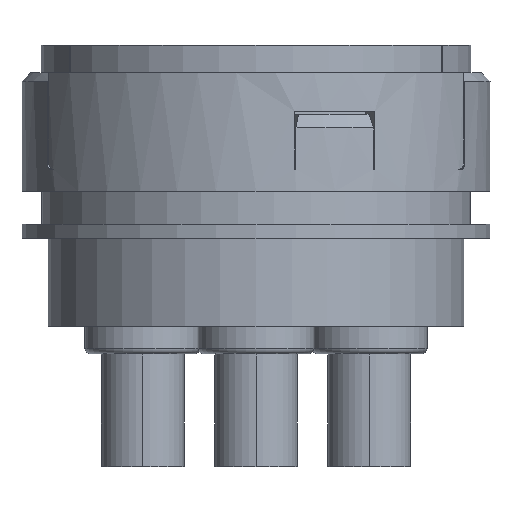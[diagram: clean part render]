
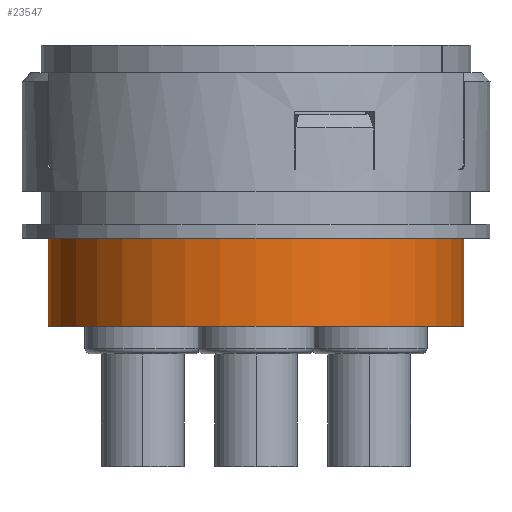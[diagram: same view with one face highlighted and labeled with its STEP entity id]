
A CAD part, front view. The second image highlights one B-rep face of the part: STEP entity #23547.
In plain terms, the highlighted cylindrical face has radius 7.55 mm (diameter 15.1 mm), a partial arc.
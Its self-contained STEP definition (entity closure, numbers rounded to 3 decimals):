
#6070=CARTESIAN_POINT('',(0.,0.,-2.5));
#6071=DIRECTION('',(0.,0.,1.));
#6072=DIRECTION('',(-1.,0.,0.));
#6073=AXIS2_PLACEMENT_3D('',#6070,#6071,#6072);
#6075=DIRECTION('',(0.,0.,-1.));
#6076=VECTOR('',#6075,3.2);
#6077=CARTESIAN_POINT('',(-7.55,0.,-2.5));
#6078=LINE('',#6077,#6076);
#6079=DIRECTION('',(0.,0.,-1.));
#6080=VECTOR('',#6079,3.2);
#6081=CARTESIAN_POINT('',(7.55,0.,-2.5));
#6082=LINE('',#6081,#6080);
#6093=CARTESIAN_POINT('',(0.,0.,-5.7));
#6094=DIRECTION('',(0.,0.,1.));
#6095=DIRECTION('',(-1.,0.,0.));
#6096=AXIS2_PLACEMENT_3D('',#6093,#6094,#6095);
#11590=CARTESIAN_POINT('',(-7.55,0.,-2.5));
#11591=CARTESIAN_POINT('',(-7.55,0.,-5.7));
#11592=VERTEX_POINT('',#11590);
#11593=VERTEX_POINT('',#11591);
#11594=CARTESIAN_POINT('',(7.55,0.,-2.5));
#11595=CARTESIAN_POINT('',(7.55,0.,-5.7));
#11596=VERTEX_POINT('',#11594);
#11597=VERTEX_POINT('',#11595);
#23533=CARTESIAN_POINT('',(0.,0.,-6.21));
#23534=DIRECTION('',(0.,0.,1.));
#23535=DIRECTION('',(1.,0.,0.));
#23536=AXIS2_PLACEMENT_3D('',#23533,#23534,#23535);
#23537=CYLINDRICAL_SURFACE('',#23536,7.55);
#23539=ORIENTED_EDGE('',*,*,#23538,.F.);
#23540=ORIENTED_EDGE('',*,*,#23395,.T.);
#23542=ORIENTED_EDGE('',*,*,#23541,.T.);
#23544=ORIENTED_EDGE('',*,*,#23543,.F.);
#23545=EDGE_LOOP('',(#23539,#23540,#23542,#23544));
#23546=FACE_OUTER_BOUND('',#23545,.F.);
#6074=CIRCLE('',#6073,7.55);
#6097=CIRCLE('',#6096,7.55);
#23395=EDGE_CURVE('',#11592,#11596,#6074,.T.);
#23538=EDGE_CURVE('',#11592,#11593,#6078,.T.);
#23541=EDGE_CURVE('',#11596,#11597,#6082,.T.);
#23543=EDGE_CURVE('',#11593,#11597,#6097,.T.);
#23547=ADVANCED_FACE('',(#23546),#23537,.T.);
